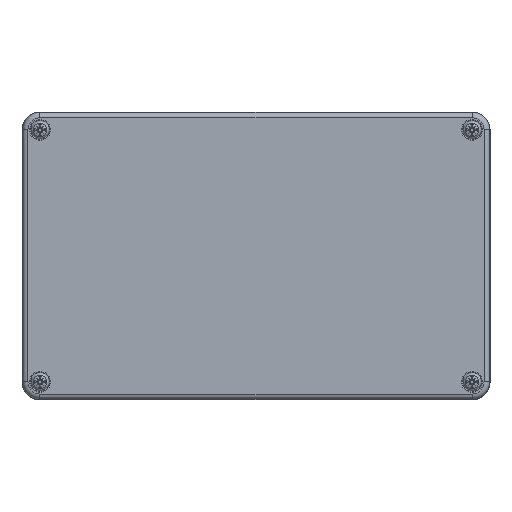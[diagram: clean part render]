
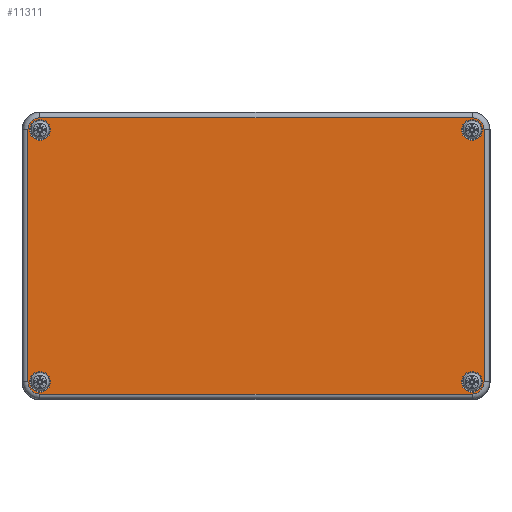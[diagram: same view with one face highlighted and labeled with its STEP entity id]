
A CAD part, top view. The second image highlights one B-rep face of the part: STEP entity #11311.
In plain terms, the highlighted face is planar.
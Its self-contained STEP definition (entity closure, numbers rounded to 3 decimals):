
#1056=LINE('',#19422,#1777);
#1057=LINE('',#19426,#1778);
#1058=LINE('',#19430,#1779);
#1059=LINE('',#19434,#1780);
#1777=VECTOR('',#14922,10.);
#1778=VECTOR('',#14925,10.);
#1779=VECTOR('',#14928,10.);
#1780=VECTOR('',#14931,10.);
#2218=PLANE('',#12368);
#2374=FACE_BOUND('',#3604,.T.);
#2375=FACE_BOUND('',#3605,.T.);
#2376=FACE_BOUND('',#3606,.T.);
#2377=FACE_BOUND('',#3607,.T.);
#2771=FACE_OUTER_BOUND('',#3603,.T.);
#3603=EDGE_LOOP('',(#9112,#9113,#9114,#9115,#9116,#9117,#9118,#9119));
#3604=EDGE_LOOP('',(#9120));
#3605=EDGE_LOOP('',(#9121));
#3606=EDGE_LOOP('',(#9122));
#3607=EDGE_LOOP('',(#9123));
#4330=CIRCLE('',#12365,5.8);
#4332=CIRCLE('',#12369,6.703);
#4333=CIRCLE('',#12370,6.703);
#4334=CIRCLE('',#12371,6.703);
#4335=CIRCLE('',#12372,6.703);
#4336=CIRCLE('',#12373,5.8);
#4337=CIRCLE('',#12374,5.8);
#4338=CIRCLE('',#12375,5.8);
#5352=VERTEX_POINT('',#19414);
#5354=VERTEX_POINT('',#19420);
#5355=VERTEX_POINT('',#19421);
#5356=VERTEX_POINT('',#19423);
#5357=VERTEX_POINT('',#19425);
#5358=VERTEX_POINT('',#19427);
#5359=VERTEX_POINT('',#19429);
#5360=VERTEX_POINT('',#19431);
#5361=VERTEX_POINT('',#19433);
#5362=VERTEX_POINT('',#19436);
#5363=VERTEX_POINT('',#19438);
#5364=VERTEX_POINT('',#19440);
#6659=EDGE_CURVE('',#5352,#5352,#4330,.T.);
#6661=EDGE_CURVE('',#5354,#5355,#1056,.T.);
#6662=EDGE_CURVE('',#5356,#5354,#4332,.T.);
#6663=EDGE_CURVE('',#5357,#5356,#1057,.T.);
#6664=EDGE_CURVE('',#5358,#5357,#4333,.T.);
#6665=EDGE_CURVE('',#5359,#5358,#1058,.T.);
#6666=EDGE_CURVE('',#5360,#5359,#4334,.T.);
#6667=EDGE_CURVE('',#5361,#5360,#1059,.T.);
#6668=EDGE_CURVE('',#5355,#5361,#4335,.T.);
#6669=EDGE_CURVE('',#5362,#5362,#4336,.T.);
#6670=EDGE_CURVE('',#5363,#5363,#4337,.T.);
#6671=EDGE_CURVE('',#5364,#5364,#4338,.T.);
#9112=ORIENTED_EDGE('',*,*,#6661,.F.);
#9113=ORIENTED_EDGE('',*,*,#6662,.F.);
#9114=ORIENTED_EDGE('',*,*,#6663,.F.);
#9115=ORIENTED_EDGE('',*,*,#6664,.F.);
#9116=ORIENTED_EDGE('',*,*,#6665,.F.);
#9117=ORIENTED_EDGE('',*,*,#6666,.F.);
#9118=ORIENTED_EDGE('',*,*,#6667,.F.);
#9119=ORIENTED_EDGE('',*,*,#6668,.F.);
#9120=ORIENTED_EDGE('',*,*,#6669,.F.);
#9121=ORIENTED_EDGE('',*,*,#6670,.F.);
#9122=ORIENTED_EDGE('',*,*,#6671,.F.);
#9123=ORIENTED_EDGE('',*,*,#6659,.F.);
#11311=ADVANCED_FACE('',(#2771,#2374,#2375,#2376,#2377),#2218,.F.);
#12365=AXIS2_PLACEMENT_3D('',#19415,#14914,#14915);
#12368=AXIS2_PLACEMENT_3D('',#19419,#14920,#14921);
#12369=AXIS2_PLACEMENT_3D('',#19424,#14923,#14924);
#12370=AXIS2_PLACEMENT_3D('',#19428,#14926,#14927);
#12371=AXIS2_PLACEMENT_3D('',#19432,#14929,#14930);
#12372=AXIS2_PLACEMENT_3D('',#19435,#14932,#14933);
#12373=AXIS2_PLACEMENT_3D('',#19437,#14934,#14935);
#12374=AXIS2_PLACEMENT_3D('',#19439,#14936,#14937);
#12375=AXIS2_PLACEMENT_3D('',#19441,#14938,#14939);
#14914=DIRECTION('center_axis',(0.,0.,-1.));
#14915=DIRECTION('ref_axis',(1.,0.,0.));
#14920=DIRECTION('center_axis',(0.,0.,1.));
#14921=DIRECTION('ref_axis',(1.,0.,0.));
#14922=DIRECTION('',(0.,1.,0.));
#14923=DIRECTION('center_axis',(0.,0.,1.));
#14924=DIRECTION('ref_axis',(0.707,-0.707,0.));
#14925=DIRECTION('',(1.,0.,0.));
#14926=DIRECTION('center_axis',(0.,0.,1.));
#14927=DIRECTION('ref_axis',(-0.707,-0.707,0.));
#14928=DIRECTION('',(0.,-1.,0.));
#14929=DIRECTION('center_axis',(0.,0.,1.));
#14930=DIRECTION('ref_axis',(-0.707,0.707,0.));
#14931=DIRECTION('',(-1.,0.,0.));
#14932=DIRECTION('center_axis',(0.,0.,1.));
#14933=DIRECTION('ref_axis',(0.707,0.707,0.));
#14934=DIRECTION('center_axis',(0.,0.,-1.));
#14935=DIRECTION('ref_axis',(1.,0.,0.));
#14936=DIRECTION('center_axis',(0.,0.,-1.));
#14937=DIRECTION('ref_axis',(1.,0.,0.));
#14938=DIRECTION('center_axis',(0.,0.,-1.));
#14939=DIRECTION('ref_axis',(1.,0.,0.));
#19414=CARTESIAN_POINT('',(114.2,70.,-20.));
#19415=CARTESIAN_POINT('Origin',(120.,70.,-20.));
#19419=CARTESIAN_POINT('Origin',(0.,0.,
-20.));
#19420=CARTESIAN_POINT('',(126.703,-70.,-20.));
#19421=CARTESIAN_POINT('',(126.703,70.,-20.));
#19422=CARTESIAN_POINT('',(126.703,-35.,-20.));
#19423=CARTESIAN_POINT('',(120.,-76.703,-20.));
#19424=CARTESIAN_POINT('Origin',(120.,-70.,-20.));
#19425=CARTESIAN_POINT('',(-120.,-76.703,-20.));
#19426=CARTESIAN_POINT('',(-60.,-76.703,-20.));
#19427=CARTESIAN_POINT('',(-126.703,-70.,-20.));
#19428=CARTESIAN_POINT('Origin',(-120.,-70.,-20.));
#19429=CARTESIAN_POINT('',(-126.703,70.,-20.));
#19430=CARTESIAN_POINT('',(-126.703,35.,-20.));
#19431=CARTESIAN_POINT('',(-120.,76.703,-20.));
#19432=CARTESIAN_POINT('Origin',(-120.,70.,-20.));
#19433=CARTESIAN_POINT('',(120.,76.703,-20.));
#19434=CARTESIAN_POINT('',(60.,76.703,-20.));
#19435=CARTESIAN_POINT('Origin',(120.,70.,-20.));
#19436=CARTESIAN_POINT('',(114.2,-70.,-20.));
#19437=CARTESIAN_POINT('Origin',(120.,-70.,-20.));
#19438=CARTESIAN_POINT('',(-125.8,70.,-20.));
#19439=CARTESIAN_POINT('Origin',(-120.,70.,-20.));
#19440=CARTESIAN_POINT('',(-125.8,-70.,-20.));
#19441=CARTESIAN_POINT('Origin',(-120.,-70.,-20.));
